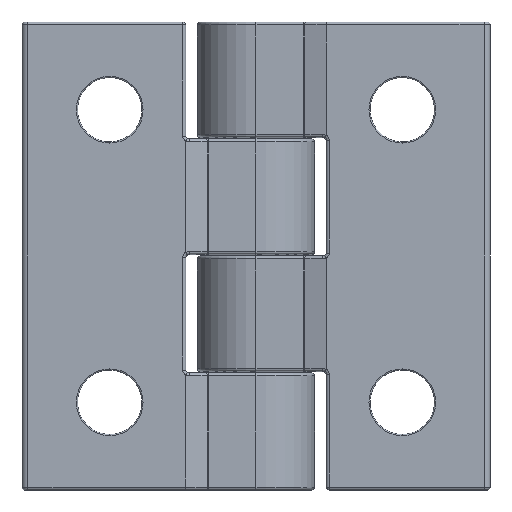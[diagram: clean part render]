
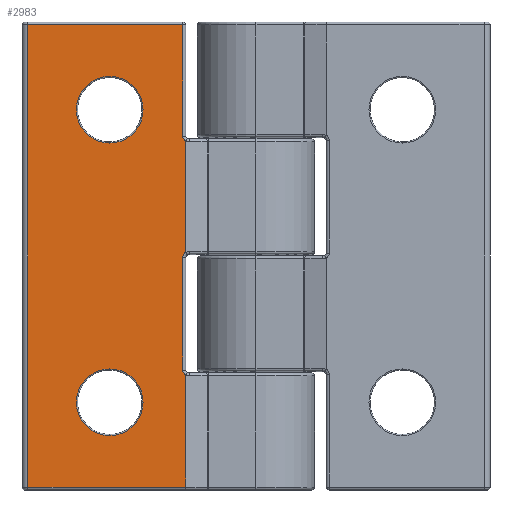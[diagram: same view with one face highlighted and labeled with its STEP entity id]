
A CAD part, front view. The second image highlights one B-rep face of the part: STEP entity #2983.
In plain terms, the highlighted planar face has unit normal (0, -1, 0).
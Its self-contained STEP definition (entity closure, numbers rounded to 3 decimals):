
#60 = CIRCLE ( 'NONE', #1666, 0.5 ) ;
#97 = EDGE_CURVE ( 'NONE', #9202, #8304, #6954, .T. ) ;
#188 = EDGE_LOOP ( 'NONE', ( #8678, #5543 ) ) ;
#206 = CARTESIAN_POINT ( 'NONE',  ( -6., 0., 20. ) ) ;
#239 = DIRECTION ( 'NONE',  ( 0., 1., 0. ) ) ;
#332 = CARTESIAN_POINT ( 'NONE',  ( -5.75, 0., 10.25 ) ) ;
#391 = PLANE ( 'NONE',  #7745 ) ;
#456 = VECTOR ( 'NONE', #5246, 1000. ) ;
#505 = VECTOR ( 'NONE', #5092, 1000. ) ;
#624 = VERTEX_POINT ( 'NONE', #3431 ) ;
#755 = CARTESIAN_POINT ( 'NONE',  ( -12.5, 0., -9.65 ) ) ;
#895 = CARTESIAN_POINT ( 'NONE',  ( -12.5, 0., -12.5 ) ) ;
#972 = EDGE_CURVE ( 'NONE', #624, #2716, #2442, .T. ) ;
#1053 = EDGE_CURVE ( 'NONE', #2510, #2610, #7991, .T. ) ;
#1145 = CARTESIAN_POINT ( 'NONE',  ( -6., 0., 20. ) ) ;
#1244 = CIRCLE ( 'NONE', #4762, 0.5 ) ;
#1315 = ORIENTED_EDGE ( 'NONE', *, *, #1848, .T. ) ;
#1336 = CARTESIAN_POINT ( 'NONE',  ( -6.25, 0., 20. ) ) ;
#1373 = VECTOR ( 'NONE', #2467, 1000. ) ;
#1423 = CARTESIAN_POINT ( 'NONE',  ( -6., 0., 19.75 ) ) ;
#1479 = DIRECTION ( 'NONE',  ( 1., 0., 0. ) ) ;
#1565 = VERTEX_POINT ( 'NONE', #6696 ) ;
#1666 = AXIS2_PLACEMENT_3D ( 'NONE', #332, #3283, #4883 ) ;
#1713 = DIRECTION ( 'NONE',  ( 0., 1., 0. ) ) ;
#1728 = ORIENTED_EDGE ( 'NONE', *, *, #1053, .F. ) ;
#1750 = DIRECTION ( 'NONE',  ( 0., 0., 1. ) ) ;
#1848 = EDGE_CURVE ( 'NONE', #5142, #2395, #3377, .T. ) ;
#1890 = ORIENTED_EDGE ( 'NONE', *, *, #5670, .T. ) ;
#1920 = AXIS2_PLACEMENT_3D ( 'NONE', #7856, #6268, #8478 ) ;
#2189 = DIRECTION ( 'NONE',  ( 0., 1., 0. ) ) ;
#2281 = DIRECTION ( 'NONE',  ( 0., 0., -1. ) ) ;
#2297 = CARTESIAN_POINT ( 'NONE',  ( -6., 0., -19.75 ) ) ;
#2377 = DIRECTION ( 'NONE',  ( 0., 0., 1. ) ) ;
#2395 = VERTEX_POINT ( 'NONE', #9311 ) ;
#2442 = CIRCLE ( 'NONE', #2462, 2.85 ) ;
#2453 = EDGE_CURVE ( 'NONE', #2716, #624, #9034, .T. ) ;
#2462 = AXIS2_PLACEMENT_3D ( 'NONE', #7764, #239, #1750 ) ;
#2467 = DIRECTION ( 'NONE',  ( 0., 0., -1. ) ) ;
#2494 = ORIENTED_EDGE ( 'NONE', *, *, #2794, .T. ) ;
#2510 = VERTEX_POINT ( 'NONE', #7922 ) ;
#2515 = LINE ( 'NONE', #3472, #505 ) ;
#2560 = EDGE_CURVE ( 'NONE', #3208, #1565, #60, .T. ) ;
#2569 = LINE ( 'NONE', #6620, #8006 ) ;
#2610 = VERTEX_POINT ( 'NONE', #5736 ) ;
#2716 = VERTEX_POINT ( 'NONE', #5001 ) ;
#2756 = ORIENTED_EDGE ( 'NONE', *, *, #8077, .T. ) ;
#2794 = EDGE_CURVE ( 'NONE', #2510, #5142, #1244, .T. ) ;
#2925 = CARTESIAN_POINT ( 'NONE',  ( -12.5, 0., -12.5 ) ) ;
#2983 = ADVANCED_FACE ( 'NONE', ( #5732, #9512, #6562 ), #391, .F. ) ;
#3083 = DIRECTION ( 'NONE',  ( 0., 1., 0. ) ) ;
#3208 = VERTEX_POINT ( 'NONE', #8323 ) ;
#3283 = DIRECTION ( 'NONE',  ( 0., 1., 0. ) ) ;
#3377 = LINE ( 'NONE', #1336, #9173 ) ;
#3431 = CARTESIAN_POINT ( 'NONE',  ( -12.5, 0., 15.35 ) ) ;
#3472 = CARTESIAN_POINT ( 'NONE',  ( -19.5, 0., 20. ) ) ;
#3581 = VERTEX_POINT ( 'NONE', #7235 ) ;
#3672 = AXIS2_PLACEMENT_3D ( 'NONE', #3930, #3891, #9207 ) ;
#3703 = DIRECTION ( 'NONE',  ( 0., 1., 0. ) ) ;
#3759 = CARTESIAN_POINT ( 'NONE',  ( -6.25, 0., -9.75 ) ) ;
#3774 = ORIENTED_EDGE ( 'NONE', *, *, #2560, .T. ) ;
#3795 = EDGE_LOOP ( 'NONE', ( #1890, #6426 ) ) ;
#3853 = EDGE_LOOP ( 'NONE', ( #1728, #2494, #1315, #9440, #5069, #3774, #6692, #9488, #4734, #2756 ) ) ;
#3891 = DIRECTION ( 'NONE',  ( 0., 1., 0. ) ) ;
#3930 = CARTESIAN_POINT ( 'NONE',  ( -12.5, 0., 12.5 ) ) ;
#4152 = EDGE_CURVE ( 'NONE', #8304, #9731, #2515, .T. ) ;
#4444 = CARTESIAN_POINT ( 'NONE',  ( -6., 0., 20. ) ) ;
#4734 = ORIENTED_EDGE ( 'NONE', *, *, #4152, .T. ) ;
#4741 = LINE ( 'NONE', #2297, #9690 ) ;
#4762 = AXIS2_PLACEMENT_3D ( 'NONE', #5232, #2189, #7487 ) ;
#4883 = DIRECTION ( 'NONE',  ( 0., 0., 1. ) ) ;
#4935 = EDGE_CURVE ( 'NONE', #3581, #8059, #7581, .T. ) ;
#5001 = CARTESIAN_POINT ( 'NONE',  ( -12.5, 0., 9.65 ) ) ;
#5069 = ORIENTED_EDGE ( 'NONE', *, *, #5859, .F. ) ;
#5074 = CARTESIAN_POINT ( 'NONE',  ( -6.25, 0., 19.75 ) ) ;
#5092 = DIRECTION ( 'NONE',  ( 0., 0., -1. ) ) ;
#5142 = VERTEX_POINT ( 'NONE', #3759 ) ;
#5232 = CARTESIAN_POINT ( 'NONE',  ( -5.75, 0., -9.75 ) ) ;
#5246 = DIRECTION ( 'NONE',  ( -1., 0., 0. ) ) ;
#5543 = ORIENTED_EDGE ( 'NONE', *, *, #2453, .T. ) ;
#5670 = EDGE_CURVE ( 'NONE', #8059, #3581, #7806, .T. ) ;
#5732 = FACE_BOUND ( 'NONE', #188, .T. ) ;
#5736 = CARTESIAN_POINT ( 'NONE',  ( -6., 0., -19.75 ) ) ;
#5829 = DIRECTION ( 'NONE',  ( 0., 0., 1. ) ) ;
#5859 = EDGE_CURVE ( 'NONE', #3208, #6365, #9081, .T. ) ;
#6268 = DIRECTION ( 'NONE',  ( 0., 1., 0. ) ) ;
#6365 = VERTEX_POINT ( 'NONE', #6690 ) ;
#6426 = ORIENTED_EDGE ( 'NONE', *, *, #4935, .T. ) ;
#6562 = FACE_OUTER_BOUND ( 'NONE', #3853, .T. ) ;
#6620 = CARTESIAN_POINT ( 'NONE',  ( -6.25, 0., 20. ) ) ;
#6690 = CARTESIAN_POINT ( 'NONE',  ( -6., 0., 0.308 ) ) ;
#6692 = ORIENTED_EDGE ( 'NONE', *, *, #6931, .T. ) ;
#6696 = CARTESIAN_POINT ( 'NONE',  ( -6.25, 0., 10.25 ) ) ;
#6931 = EDGE_CURVE ( 'NONE', #1565, #9202, #2569, .T. ) ;
#6954 = LINE ( 'NONE', #1423, #456 ) ;
#6971 = VECTOR ( 'NONE', #2281, 1000. ) ;
#7235 = CARTESIAN_POINT ( 'NONE',  ( -12.5, 0., -15.35 ) ) ;
#7243 = EDGE_CURVE ( 'NONE', #2395, #6365, #7538, .T. ) ;
#7487 = DIRECTION ( 'NONE',  ( 0., 0., 1. ) ) ;
#7538 = CIRCLE ( 'NONE', #1920, 0.5 ) ;
#7581 = CIRCLE ( 'NONE', #9590, 2.85 ) ;
#7725 = DIRECTION ( 'NONE',  ( 0., 0., 1. ) ) ;
#7745 = AXIS2_PLACEMENT_3D ( 'NONE', #1145, #1713, #7725 ) ;
#7764 = CARTESIAN_POINT ( 'NONE',  ( -12.5, 0., 12.5 ) ) ;
#7806 = CIRCLE ( 'NONE', #8485, 2.85 ) ;
#7856 = CARTESIAN_POINT ( 'NONE',  ( -5.75, 0., -0.125 ) ) ;
#7922 = CARTESIAN_POINT ( 'NONE',  ( -6., 0., -10.183 ) ) ;
#7991 = LINE ( 'NONE', #206, #1373 ) ;
#8006 = VECTOR ( 'NONE', #8232, 1000. ) ;
#8059 = VERTEX_POINT ( 'NONE', #755 ) ;
#8077 = EDGE_CURVE ( 'NONE', #9731, #2610, #4741, .T. ) ;
#8232 = DIRECTION ( 'NONE',  ( 0., 0., 1. ) ) ;
#8300 = DIRECTION ( 'NONE',  ( 0., 0., 1. ) ) ;
#8304 = VERTEX_POINT ( 'NONE', #9234 ) ;
#8323 = CARTESIAN_POINT ( 'NONE',  ( -6., 0., 9.817 ) ) ;
#8478 = DIRECTION ( 'NONE',  ( 0., 0., 1. ) ) ;
#8485 = AXIS2_PLACEMENT_3D ( 'NONE', #895, #3083, #2377 ) ;
#8507 = CARTESIAN_POINT ( 'NONE',  ( -19.5, 0., -19.75 ) ) ;
#8678 = ORIENTED_EDGE ( 'NONE', *, *, #972, .T. ) ;
#9034 = CIRCLE ( 'NONE', #3672, 2.85 ) ;
#9081 = LINE ( 'NONE', #4444, #6971 ) ;
#9173 = VECTOR ( 'NONE', #5829, 1000. ) ;
#9202 = VERTEX_POINT ( 'NONE', #5074 ) ;
#9207 = DIRECTION ( 'NONE',  ( 0., 0., 1. ) ) ;
#9234 = CARTESIAN_POINT ( 'NONE',  ( -19.5, 0., 19.75 ) ) ;
#9311 = CARTESIAN_POINT ( 'NONE',  ( -6.25, 0., -0.125 ) ) ;
#9440 = ORIENTED_EDGE ( 'NONE', *, *, #7243, .T. ) ;
#9488 = ORIENTED_EDGE ( 'NONE', *, *, #97, .T. ) ;
#9512 = FACE_BOUND ( 'NONE', #3795, .T. ) ;
#9590 = AXIS2_PLACEMENT_3D ( 'NONE', #2925, #3703, #8300 ) ;
#9690 = VECTOR ( 'NONE', #1479, 1000. ) ;
#9731 = VERTEX_POINT ( 'NONE', #8507 ) ;
